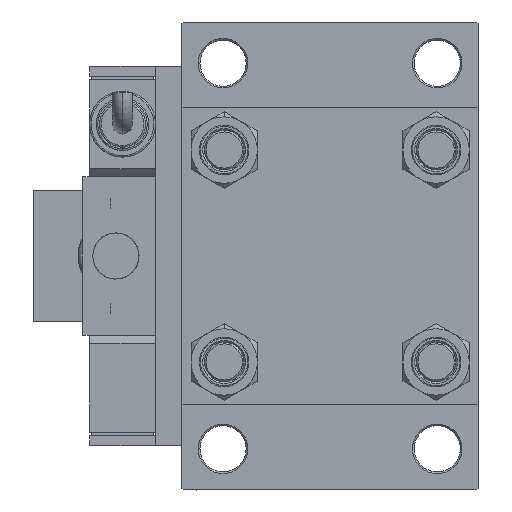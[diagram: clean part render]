
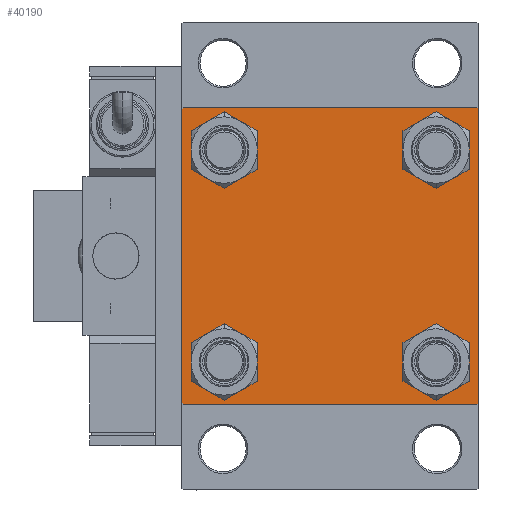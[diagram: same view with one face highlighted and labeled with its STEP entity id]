
A CAD part, left-side view. The second image highlights one B-rep face of the part: STEP entity #40190.
In plain terms, the highlighted planar face has unit normal (-1, 0, 0).
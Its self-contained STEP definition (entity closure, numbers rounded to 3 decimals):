
#62 = VERTEX_POINT ( 'NONE', #50751 ) ;
#712 = EDGE_CURVE ( 'NONE', #17878, #7359, #11342, .T. ) ;
#1824 = ORIENTED_EDGE ( 'NONE', *, *, #56535, .T. ) ;
#2288 = CARTESIAN_POINT ( 'NONE',  ( 0., 32.15, 32.15 ) ) ;
#2308 = AXIS2_PLACEMENT_3D ( 'NONE', #41810, #50603, #37136 ) ;
#2343 = ORIENTED_EDGE ( 'NONE', *, *, #6630, .T. ) ;
#2533 = VERTEX_POINT ( 'NONE', #37255 ) ;
#3089 = CARTESIAN_POINT ( 'NONE',  ( 0., -32.15, -32.15 ) ) ;
#3215 = DIRECTION ( 'NONE',  ( 0., 0., 1. ) ) ;
#3563 = LINE ( 'NONE', #57591, #39865 ) ;
#4169 = AXIS2_PLACEMENT_3D ( 'NONE', #50635, #37455, #11014 ) ;
#4464 = VERTEX_POINT ( 'NONE', #13201 ) ;
#4772 = FACE_BOUND ( 'NONE', #6449, .T. ) ;
#4957 = EDGE_LOOP ( 'NONE', ( #32402, #7677 ) ) ;
#4994 = EDGE_LOOP ( 'NONE', ( #1824, #23882, #6350, #24865, #25126, #53336, #41465, #39326 ) ) ;
#5859 = CIRCLE ( 'NONE', #9594, 6.5 ) ;
#5967 = CIRCLE ( 'NONE', #18174, 6.5 ) ;
#6153 = VECTOR ( 'NONE', #7096, 1000. ) ;
#6158 = EDGE_CURVE ( 'NONE', #55315, #39247, #14141, .T. ) ;
#6254 = CARTESIAN_POINT ( 'NONE',  ( 0., -32.15, -25.65 ) ) ;
#6350 = ORIENTED_EDGE ( 'NONE', *, *, #33869, .T. ) ;
#6449 = EDGE_LOOP ( 'NONE', ( #40663, #28866 ) ) ;
#6630 = EDGE_CURVE ( 'NONE', #7359, #17878, #5859, .T. ) ;
#7096 = DIRECTION ( 'NONE',  ( 0., -1., 0. ) ) ;
#7294 = EDGE_CURVE ( 'NONE', #38412, #41460, #26531, .T. ) ;
#7359 = VERTEX_POINT ( 'NONE', #20870 ) ;
#7435 = VECTOR ( 'NONE', #31828, 1000. ) ;
#7677 = ORIENTED_EDGE ( 'NONE', *, *, #38306, .T. ) ;
#9594 = AXIS2_PLACEMENT_3D ( 'NONE', #3089, #21000, #16622 ) ;
#9637 = AXIS2_PLACEMENT_3D ( 'NONE', #12632, #12071, #21158 ) ;
#9775 = DIRECTION ( 'NONE',  ( 0., 0., 1. ) ) ;
#10342 = DIRECTION ( 'NONE',  ( 0., 0., -1. ) ) ;
#11014 = DIRECTION ( 'NONE',  ( 0., 0., 1. ) ) ;
#11342 = CIRCLE ( 'NONE', #53532, 6.5 ) ;
#11494 = DIRECTION ( 'NONE',  ( 0., 0., 1. ) ) ;
#12071 = DIRECTION ( 'NONE',  ( 1., 0., 0. ) ) ;
#12632 = CARTESIAN_POINT ( 'NONE',  ( 0., 32.15, -32.15 ) ) ;
#13201 = CARTESIAN_POINT ( 'NONE',  ( 0., 32.15, 25.65 ) ) ;
#13273 = EDGE_CURVE ( 'NONE', #16814, #39247, #56146, .T. ) ;
#13736 = EDGE_CURVE ( 'NONE', #2533, #52604, #38875, .T. ) ;
#13849 = DIRECTION ( 'NONE',  ( 0., 0.707, 0.707 ) ) ;
#13897 = CARTESIAN_POINT ( 'NONE',  ( 0., 32.15, 38.65 ) ) ;
#14141 = LINE ( 'NONE', #44955, #55516 ) ;
#14196 = DIRECTION ( 'NONE',  ( -1., 0., 0. ) ) ;
#15303 = DIRECTION ( 'NONE',  ( 0., -0.707, 0.707 ) ) ;
#15922 = AXIS2_PLACEMENT_3D ( 'NONE', #47716, #38929, #50453 ) ;
#15949 = VERTEX_POINT ( 'NONE', #35901 ) ;
#16574 = VECTOR ( 'NONE', #15303, 1000. ) ;
#16622 = DIRECTION ( 'NONE',  ( 0., 0., 1. ) ) ;
#16814 = VERTEX_POINT ( 'NONE', #34189 ) ;
#17286 = EDGE_CURVE ( 'NONE', #30901, #41405, #18522, .T. ) ;
#17379 = ORIENTED_EDGE ( 'NONE', *, *, #54892, .T. ) ;
#17878 = VERTEX_POINT ( 'NONE', #6254 ) ;
#18174 = AXIS2_PLACEMENT_3D ( 'NONE', #29956, #52261, #3215 ) ;
#18304 = FACE_BOUND ( 'NONE', #45863, .T. ) ;
#18522 = LINE ( 'NONE', #19683, #16574 ) ;
#19198 = CARTESIAN_POINT ( 'NONE',  ( 0., 44.75, -44.75 ) ) ;
#19627 = DIRECTION ( 'NONE',  ( 1., 0., 0. ) ) ;
#19683 = CARTESIAN_POINT ( 'NONE',  ( 0., -44.75, -44.75 ) ) ;
#19739 = CARTESIAN_POINT ( 'NONE',  ( 0., -44.5, 45. ) ) ;
#20049 = CARTESIAN_POINT ( 'NONE',  ( 0., 32.15, -38.65 ) ) ;
#20126 = VECTOR ( 'NONE', #22940, 1000. ) ;
#20205 = DIRECTION ( 'NONE',  ( 0., 0., 1. ) ) ;
#20792 = VECTOR ( 'NONE', #10342, 1000. ) ;
#20870 = CARTESIAN_POINT ( 'NONE',  ( 0., -32.15, -38.65 ) ) ;
#21000 = DIRECTION ( 'NONE',  ( 1., 0., 0. ) ) ;
#21158 = DIRECTION ( 'NONE',  ( 0., 0., 1. ) ) ;
#21484 = DIRECTION ( 'NONE',  ( 0., 0., -1. ) ) ;
#21595 = EDGE_CURVE ( 'NONE', #15949, #49285, #23020, .T. ) ;
#22940 = DIRECTION ( 'NONE',  ( 0., 0.707, -0.707 ) ) ;
#23020 = LINE ( 'NONE', #19198, #7435 ) ;
#23488 = AXIS2_PLACEMENT_3D ( 'NONE', #36518, #14196, #9775 ) ;
#23882 = ORIENTED_EDGE ( 'NONE', *, *, #21595, .T. ) ;
#24149 = VERTEX_POINT ( 'NONE', #13897 ) ;
#24865 = ORIENTED_EDGE ( 'NONE', *, *, #17286, .T. ) ;
#25126 = ORIENTED_EDGE ( 'NONE', *, *, #42216, .F. ) ;
#26477 = CARTESIAN_POINT ( 'NONE',  ( 0., 44.75, 44.75 ) ) ;
#26531 = CIRCLE ( 'NONE', #9637, 6.5 ) ;
#28866 = ORIENTED_EDGE ( 'NONE', *, *, #13736, .T. ) ;
#29956 = CARTESIAN_POINT ( 'NONE',  ( 0., -32.15, 32.15 ) ) ;
#30901 = VERTEX_POINT ( 'NONE', #46041 ) ;
#31065 = AXIS2_PLACEMENT_3D ( 'NONE', #2288, #19627, #20205 ) ;
#31806 = FACE_BOUND ( 'NONE', #4957, .T. ) ;
#31828 = DIRECTION ( 'NONE',  ( 0., -0.707, -0.707 ) ) ;
#32402 = ORIENTED_EDGE ( 'NONE', *, *, #44860, .T. ) ;
#33367 = CARTESIAN_POINT ( 'NONE',  ( 0., 44.5, -45. ) ) ;
#33834 = CARTESIAN_POINT ( 'NONE',  ( 0., 45., 45. ) ) ;
#33869 = EDGE_CURVE ( 'NONE', #49285, #30901, #53634, .T. ) ;
#34189 = CARTESIAN_POINT ( 'NONE',  ( 0., 44.5, 45. ) ) ;
#34397 = DIRECTION ( 'NONE',  ( 1., 0., 0. ) ) ;
#35901 = CARTESIAN_POINT ( 'NONE',  ( 0., 45., -44.5 ) ) ;
#36518 = CARTESIAN_POINT ( 'NONE',  ( 0., 0., 0. ) ) ;
#37136 = DIRECTION ( 'NONE',  ( 0., 0., 1. ) ) ;
#37174 = CARTESIAN_POINT ( 'NONE',  ( 0., -32.15, 38.65 ) ) ;
#37255 = CARTESIAN_POINT ( 'NONE',  ( 0., -32.15, 25.65 ) ) ;
#37455 = DIRECTION ( 'NONE',  ( 1., 0., 0. ) ) ;
#38306 = EDGE_CURVE ( 'NONE', #4464, #24149, #44019, .T. ) ;
#38412 = VERTEX_POINT ( 'NONE', #49145 ) ;
#38875 = CIRCLE ( 'NONE', #4169, 6.5 ) ;
#38929 = DIRECTION ( 'NONE',  ( 1., 0., 0. ) ) ;
#39247 = VERTEX_POINT ( 'NONE', #19739 ) ;
#39326 = ORIENTED_EDGE ( 'NONE', *, *, #54099, .T. ) ;
#39564 = CARTESIAN_POINT ( 'NONE',  ( 0., 45., -45. ) ) ;
#39822 = CIRCLE ( 'NONE', #2308, 6.5 ) ;
#39865 = VECTOR ( 'NONE', #21484, 1000. ) ;
#40190 = ADVANCED_FACE ( 'NONE', ( #4772, #40611, #18304, #31806, #45295 ), #40907, .T. ) ;
#40248 = ORIENTED_EDGE ( 'NONE', *, *, #712, .T. ) ;
#40611 = FACE_BOUND ( 'NONE', #46671, .T. ) ;
#40663 = ORIENTED_EDGE ( 'NONE', *, *, #44212, .T. ) ;
#40907 = PLANE ( 'NONE',  #23488 ) ;
#41128 = VECTOR ( 'NONE', #53923, 1000. ) ;
#41180 = LINE ( 'NONE', #46157, #20792 ) ;
#41405 = VERTEX_POINT ( 'NONE', #55594 ) ;
#41460 = VERTEX_POINT ( 'NONE', #20049 ) ;
#41465 = ORIENTED_EDGE ( 'NONE', *, *, #13273, .F. ) ;
#41810 = CARTESIAN_POINT ( 'NONE',  ( 0., 32.15, -32.15 ) ) ;
#42216 = EDGE_CURVE ( 'NONE', #55315, #41405, #41180, .T. ) ;
#43772 = CARTESIAN_POINT ( 'NONE',  ( 0., -32.15, -32.15 ) ) ;
#44019 = CIRCLE ( 'NONE', #15922, 6.5 ) ;
#44212 = EDGE_CURVE ( 'NONE', #52604, #2533, #5967, .T. ) ;
#44860 = EDGE_CURVE ( 'NONE', #24149, #4464, #45140, .T. ) ;
#44955 = CARTESIAN_POINT ( 'NONE',  ( 0., -44.75, 44.75 ) ) ;
#45140 = CIRCLE ( 'NONE', #31065, 6.5 ) ;
#45295 = FACE_OUTER_BOUND ( 'NONE', #4994, .T. ) ;
#45863 = EDGE_LOOP ( 'NONE', ( #46977, #17379 ) ) ;
#46041 = CARTESIAN_POINT ( 'NONE',  ( 0., -44.5, -45. ) ) ;
#46157 = CARTESIAN_POINT ( 'NONE',  ( 0., -45., 45. ) ) ;
#46671 = EDGE_LOOP ( 'NONE', ( #40248, #2343 ) ) ;
#46977 = ORIENTED_EDGE ( 'NONE', *, *, #7294, .T. ) ;
#47583 = CARTESIAN_POINT ( 'NONE',  ( 0., -45., 44.5 ) ) ;
#47716 = CARTESIAN_POINT ( 'NONE',  ( 0., 32.15, 32.15 ) ) ;
#49145 = CARTESIAN_POINT ( 'NONE',  ( 0., 32.15, -25.65 ) ) ;
#49285 = VERTEX_POINT ( 'NONE', #33367 ) ;
#50453 = DIRECTION ( 'NONE',  ( 0., 0., 1. ) ) ;
#50603 = DIRECTION ( 'NONE',  ( 1., 0., 0. ) ) ;
#50635 = CARTESIAN_POINT ( 'NONE',  ( 0., -32.15, 32.15 ) ) ;
#50751 = CARTESIAN_POINT ( 'NONE',  ( 0., 45., 44.5 ) ) ;
#52261 = DIRECTION ( 'NONE',  ( 1., 0., 0. ) ) ;
#52604 = VERTEX_POINT ( 'NONE', #37174 ) ;
#53336 = ORIENTED_EDGE ( 'NONE', *, *, #6158, .T. ) ;
#53532 = AXIS2_PLACEMENT_3D ( 'NONE', #43772, #34397, #11494 ) ;
#53634 = LINE ( 'NONE', #39564, #41128 ) ;
#53923 = DIRECTION ( 'NONE',  ( 0., -1., 0. ) ) ;
#54062 = LINE ( 'NONE', #26477, #20126 ) ;
#54099 = EDGE_CURVE ( 'NONE', #16814, #62, #54062, .T. ) ;
#54892 = EDGE_CURVE ( 'NONE', #41460, #38412, #39822, .T. ) ;
#55315 = VERTEX_POINT ( 'NONE', #47583 ) ;
#55516 = VECTOR ( 'NONE', #13849, 1000. ) ;
#55594 = CARTESIAN_POINT ( 'NONE',  ( 0., -45., -44.5 ) ) ;
#56146 = LINE ( 'NONE', #33834, #6153 ) ;
#56535 = EDGE_CURVE ( 'NONE', #62, #15949, #3563, .T. ) ;
#57591 = CARTESIAN_POINT ( 'NONE',  ( 0., 45., 45. ) ) ;
